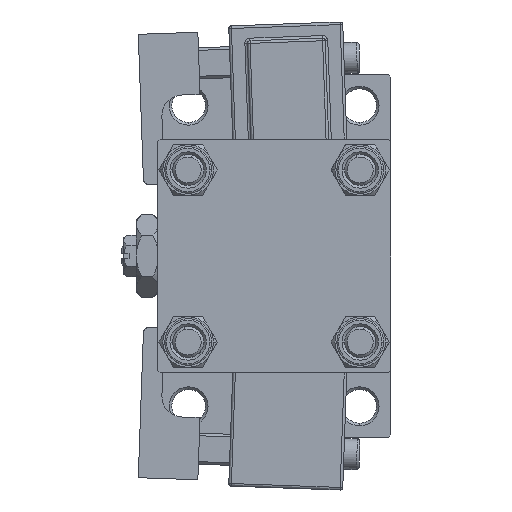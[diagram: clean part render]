
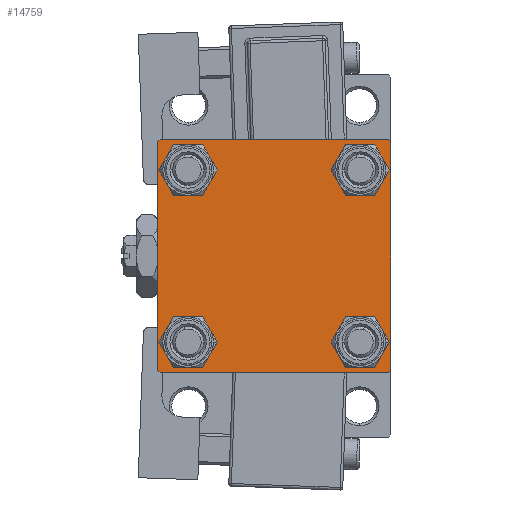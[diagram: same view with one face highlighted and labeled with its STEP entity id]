
A CAD part, left-side view. The second image highlights one B-rep face of the part: STEP entity #14759.
In plain terms, the highlighted planar face has unit normal (-1, 0, 0).
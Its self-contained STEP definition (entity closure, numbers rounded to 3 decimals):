
#86 = ORIENTED_EDGE ( 'NONE', *, *, #48225, .T. ) ;
#1038 = VERTEX_POINT ( 'NONE', #13949 ) ;
#1405 = DIRECTION ( 'NONE',  ( 0., -0.707, 0.707 ) ) ;
#1811 = EDGE_CURVE ( 'NONE', #1038, #23234, #21538, .T. ) ;
#2554 = ORIENTED_EDGE ( 'NONE', *, *, #49887, .T. ) ;
#2680 = FACE_BOUND ( 'NONE', #36136, .T. ) ;
#2711 = DIRECTION ( 'NONE',  ( 1., 0., 0. ) ) ;
#2773 = DIRECTION ( 'NONE',  ( 0., 0., 1. ) ) ;
#2804 = VERTEX_POINT ( 'NONE', #12371 ) ;
#3282 = CARTESIAN_POINT ( 'NONE',  ( 0., 22.25, 22.25 ) ) ;
#3434 = DIRECTION ( 'NONE',  ( 0., 0., 1. ) ) ;
#3574 = DIRECTION ( 'NONE',  ( 0., 0., 1. ) ) ;
#3954 = CARTESIAN_POINT ( 'NONE',  ( 0., 22., -22.5 ) ) ;
#4010 = VERTEX_POINT ( 'NONE', #46796 ) ;
#5287 = AXIS2_PLACEMENT_3D ( 'NONE', #52581, #2711, #19419 ) ;
#5381 = EDGE_CURVE ( 'NONE', #49336, #44766, #10330, .T. ) ;
#6408 = CARTESIAN_POINT ( 'NONE',  ( 0., 22., 22.5 ) ) ;
#6796 = FACE_BOUND ( 'NONE', #37029, .T. ) ;
#6894 = DIRECTION ( 'NONE',  ( 1., 0., 0. ) ) ;
#6908 = CARTESIAN_POINT ( 'NONE',  ( 0., -22.25, 22.25 ) ) ;
#7209 = EDGE_CURVE ( 'NONE', #46988, #21183, #28207, .T. ) ;
#7420 = DIRECTION ( 'NONE',  ( 1., 0., 0. ) ) ;
#7736 = ORIENTED_EDGE ( 'NONE', *, *, #50927, .T. ) ;
#8286 = DIRECTION ( 'NONE',  ( 0., -0.707, -0.707 ) ) ;
#8689 = VECTOR ( 'NONE', #49046, 1000. ) ;
#8872 = ORIENTED_EDGE ( 'NONE', *, *, #1811, .T. ) ;
#9189 = EDGE_CURVE ( 'NONE', #4010, #43631, #28844, .T. ) ;
#9201 = DIRECTION ( 'NONE',  ( 0., 0., 1. ) ) ;
#9208 = AXIS2_PLACEMENT_3D ( 'NONE', #44405, #6894, #3574 ) ;
#9984 = EDGE_CURVE ( 'NONE', #16527, #36554, #28880, .T. ) ;
#10023 = VECTOR ( 'NONE', #28459, 1000. ) ;
#10067 = VECTOR ( 'NONE', #31219, 1000. ) ;
#10166 = CARTESIAN_POINT ( 'NONE',  ( 0., 16.6, -13.1 ) ) ;
#10330 = CIRCLE ( 'NONE', #49701, 3.5 ) ;
#10605 = AXIS2_PLACEMENT_3D ( 'NONE', #50313, #37435, #46201 ) ;
#11005 = AXIS2_PLACEMENT_3D ( 'NONE', #33275, #42307, #33812 ) ;
#12371 = CARTESIAN_POINT ( 'NONE',  ( 0., -22., -22.5 ) ) ;
#12404 = LINE ( 'NONE', #24433, #31879 ) ;
#13062 = DIRECTION ( 'NONE',  ( 1., 0., 0. ) ) ;
#13595 = CIRCLE ( 'NONE', #9208, 3.5 ) ;
#13949 = CARTESIAN_POINT ( 'NONE',  ( 0., -16.6, 13.1 ) ) ;
#14759 = ADVANCED_FACE ( 'NONE', ( #44307, #6796, #2680, #19386, #41281 ), #16071, .T. ) ;
#14854 = ORIENTED_EDGE ( 'NONE', *, *, #9189, .T. ) ;
#14919 = VERTEX_POINT ( 'NONE', #34948 ) ;
#15194 = ORIENTED_EDGE ( 'NONE', *, *, #5381, .T. ) ;
#16071 = PLANE ( 'NONE',  #10605 ) ;
#16527 = VERTEX_POINT ( 'NONE', #22085 ) ;
#18059 = AXIS2_PLACEMENT_3D ( 'NONE', #20277, #7420, #2773 ) ;
#18351 = CARTESIAN_POINT ( 'NONE',  ( 0., 22.5, 22.5 ) ) ;
#18436 = ORIENTED_EDGE ( 'NONE', *, *, #19825, .T. ) ;
#18772 = CARTESIAN_POINT ( 'NONE',  ( 0., -22.5, 22.5 ) ) ;
#18896 = ORIENTED_EDGE ( 'NONE', *, *, #9984, .T. ) ;
#19386 = FACE_BOUND ( 'NONE', #52117, .T. ) ;
#19419 = DIRECTION ( 'NONE',  ( 0., 0., 1. ) ) ;
#19620 = DIRECTION ( 'NONE',  ( 0., 0., 1. ) ) ;
#19825 = EDGE_CURVE ( 'NONE', #36554, #16527, #27436, .T. ) ;
#19990 = ORIENTED_EDGE ( 'NONE', *, *, #23219, .T. ) ;
#20277 = CARTESIAN_POINT ( 'NONE',  ( 0., -16.6, 16.6 ) ) ;
#20357 = EDGE_CURVE ( 'NONE', #21183, #44113, #22733, .T. ) ;
#20614 = CIRCLE ( 'NONE', #11005, 3.5 ) ;
#20718 = CARTESIAN_POINT ( 'NONE',  ( 0., 16.6, 16.6 ) ) ;
#21183 = VERTEX_POINT ( 'NONE', #29933 ) ;
#21538 = CIRCLE ( 'NONE', #18059, 3.5 ) ;
#22085 = CARTESIAN_POINT ( 'NONE',  ( 0., -16.6, -13.1 ) ) ;
#22733 = LINE ( 'NONE', #18351, #10067 ) ;
#23189 = CARTESIAN_POINT ( 'NONE',  ( 0., -16.6, -16.6 ) ) ;
#23219 = EDGE_CURVE ( 'NONE', #29396, #2804, #36705, .T. ) ;
#23234 = VERTEX_POINT ( 'NONE', #49037 ) ;
#24122 = ORIENTED_EDGE ( 'NONE', *, *, #20357, .T. ) ;
#24433 = CARTESIAN_POINT ( 'NONE',  ( 0., 22.25, -22.25 ) ) ;
#24865 = EDGE_CURVE ( 'NONE', #43631, #4010, #20614, .T. ) ;
#25185 = CARTESIAN_POINT ( 'NONE',  ( 0., 16.6, 20.1 ) ) ;
#25284 = VERTEX_POINT ( 'NONE', #32344 ) ;
#27281 = CARTESIAN_POINT ( 'NONE',  ( 0., 22.5, 22.5 ) ) ;
#27436 = CIRCLE ( 'NONE', #34388, 3.5 ) ;
#27544 = LINE ( 'NONE', #27281, #34695 ) ;
#28207 = LINE ( 'NONE', #3282, #8689 ) ;
#28378 = EDGE_CURVE ( 'NONE', #38845, #25284, #39863, .T. ) ;
#28459 = DIRECTION ( 'NONE',  ( 0., -1., 0. ) ) ;
#28542 = VECTOR ( 'NONE', #1405, 1000. ) ;
#28844 = CIRCLE ( 'NONE', #49858, 3.5 ) ;
#28880 = CIRCLE ( 'NONE', #5287, 3.5 ) ;
#29396 = VERTEX_POINT ( 'NONE', #3954 ) ;
#29933 = CARTESIAN_POINT ( 'NONE',  ( 0., 22.5, 22. ) ) ;
#30137 = ORIENTED_EDGE ( 'NONE', *, *, #43317, .T. ) ;
#30178 = CARTESIAN_POINT ( 'NONE',  ( 0., -22.25, -22.25 ) ) ;
#30707 = ORIENTED_EDGE ( 'NONE', *, *, #51423, .F. ) ;
#31154 = CARTESIAN_POINT ( 'NONE',  ( 0., -22.5, 22. ) ) ;
#31219 = DIRECTION ( 'NONE',  ( 0., 0., -1. ) ) ;
#31282 = LINE ( 'NONE', #6908, #42599 ) ;
#31879 = VECTOR ( 'NONE', #8286, 1000. ) ;
#32344 = CARTESIAN_POINT ( 'NONE',  ( 0., -22.5, -22. ) ) ;
#33275 = CARTESIAN_POINT ( 'NONE',  ( 0., 16.6, -16.6 ) ) ;
#33812 = DIRECTION ( 'NONE',  ( 0., 0., 1. ) ) ;
#33887 = CARTESIAN_POINT ( 'NONE',  ( 0., 22.5, -22. ) ) ;
#34388 = AXIS2_PLACEMENT_3D ( 'NONE', #23189, #48661, #19620 ) ;
#34695 = VECTOR ( 'NONE', #47014, 1000. ) ;
#34748 = ORIENTED_EDGE ( 'NONE', *, *, #24865, .T. ) ;
#34914 = EDGE_LOOP ( 'NONE', ( #24122, #30137, #19990, #2554, #49035, #7736, #30707, #35012 ) ) ;
#34948 = CARTESIAN_POINT ( 'NONE',  ( 0., -22., 22.5 ) ) ;
#35012 = ORIENTED_EDGE ( 'NONE', *, *, #7209, .T. ) ;
#36136 = EDGE_LOOP ( 'NONE', ( #34748, #14854 ) ) ;
#36329 = ORIENTED_EDGE ( 'NONE', *, *, #38751, .T. ) ;
#36554 = VERTEX_POINT ( 'NONE', #52731 ) ;
#36705 = LINE ( 'NONE', #53416, #10023 ) ;
#37029 = EDGE_LOOP ( 'NONE', ( #18896, #18436 ) ) ;
#37435 = DIRECTION ( 'NONE',  ( -1., 0., 0. ) ) ;
#38518 = CIRCLE ( 'NONE', #45521, 3.5 ) ;
#38751 = EDGE_CURVE ( 'NONE', #23234, #1038, #38518, .T. ) ;
#38845 = VERTEX_POINT ( 'NONE', #31154 ) ;
#38948 = LINE ( 'NONE', #30178, #28542 ) ;
#39765 = DIRECTION ( 'NONE',  ( 0., 0.707, 0.707 ) ) ;
#39863 = LINE ( 'NONE', #18772, #46974 ) ;
#41281 = FACE_OUTER_BOUND ( 'NONE', #34914, .T. ) ;
#41597 = CARTESIAN_POINT ( 'NONE',  ( 0., -16.6, 16.6 ) ) ;
#42307 = DIRECTION ( 'NONE',  ( 1., 0., 0. ) ) ;
#42599 = VECTOR ( 'NONE', #39765, 1000. ) ;
#43317 = EDGE_CURVE ( 'NONE', #44113, #29396, #12404, .T. ) ;
#43631 = VERTEX_POINT ( 'NONE', #10166 ) ;
#43710 = DIRECTION ( 'NONE',  ( 0., 0., -1. ) ) ;
#44113 = VERTEX_POINT ( 'NONE', #33887 ) ;
#44307 = FACE_BOUND ( 'NONE', #48465, .T. ) ;
#44405 = CARTESIAN_POINT ( 'NONE',  ( 0., 16.6, 16.6 ) ) ;
#44766 = VERTEX_POINT ( 'NONE', #50411 ) ;
#45521 = AXIS2_PLACEMENT_3D ( 'NONE', #41597, #53935, #45976 ) ;
#45610 = CARTESIAN_POINT ( 'NONE',  ( 0., 16.6, -16.6 ) ) ;
#45976 = DIRECTION ( 'NONE',  ( 0., 0., 1. ) ) ;
#46201 = DIRECTION ( 'NONE',  ( 0., 0., 1. ) ) ;
#46796 = CARTESIAN_POINT ( 'NONE',  ( 0., 16.6, -20.1 ) ) ;
#46974 = VECTOR ( 'NONE', #43710, 1000. ) ;
#46988 = VERTEX_POINT ( 'NONE', #6408 ) ;
#47014 = DIRECTION ( 'NONE',  ( 0., -1., 0. ) ) ;
#48225 = EDGE_CURVE ( 'NONE', #44766, #49336, #13595, .T. ) ;
#48465 = EDGE_LOOP ( 'NONE', ( #36329, #8872 ) ) ;
#48661 = DIRECTION ( 'NONE',  ( 1., 0., 0. ) ) ;
#49035 = ORIENTED_EDGE ( 'NONE', *, *, #28378, .F. ) ;
#49037 = CARTESIAN_POINT ( 'NONE',  ( 0., -16.6, 20.1 ) ) ;
#49046 = DIRECTION ( 'NONE',  ( 0., 0.707, -0.707 ) ) ;
#49336 = VERTEX_POINT ( 'NONE', #25185 ) ;
#49440 = DIRECTION ( 'NONE',  ( 1., 0., 0. ) ) ;
#49701 = AXIS2_PLACEMENT_3D ( 'NONE', #20718, #13062, #9201 ) ;
#49858 = AXIS2_PLACEMENT_3D ( 'NONE', #45610, #49440, #3434 ) ;
#49887 = EDGE_CURVE ( 'NONE', #2804, #25284, #38948, .T. ) ;
#50313 = CARTESIAN_POINT ( 'NONE',  ( 0., 0., 0. ) ) ;
#50411 = CARTESIAN_POINT ( 'NONE',  ( 0., 16.6, 13.1 ) ) ;
#50927 = EDGE_CURVE ( 'NONE', #38845, #14919, #31282, .T. ) ;
#51423 = EDGE_CURVE ( 'NONE', #46988, #14919, #27544, .T. ) ;
#52117 = EDGE_LOOP ( 'NONE', ( #15194, #86 ) ) ;
#52581 = CARTESIAN_POINT ( 'NONE',  ( 0., -16.6, -16.6 ) ) ;
#52731 = CARTESIAN_POINT ( 'NONE',  ( 0., -16.6, -20.1 ) ) ;
#53416 = CARTESIAN_POINT ( 'NONE',  ( 0., 22.5, -22.5 ) ) ;
#53935 = DIRECTION ( 'NONE',  ( 1., 0., 0. ) ) ;
